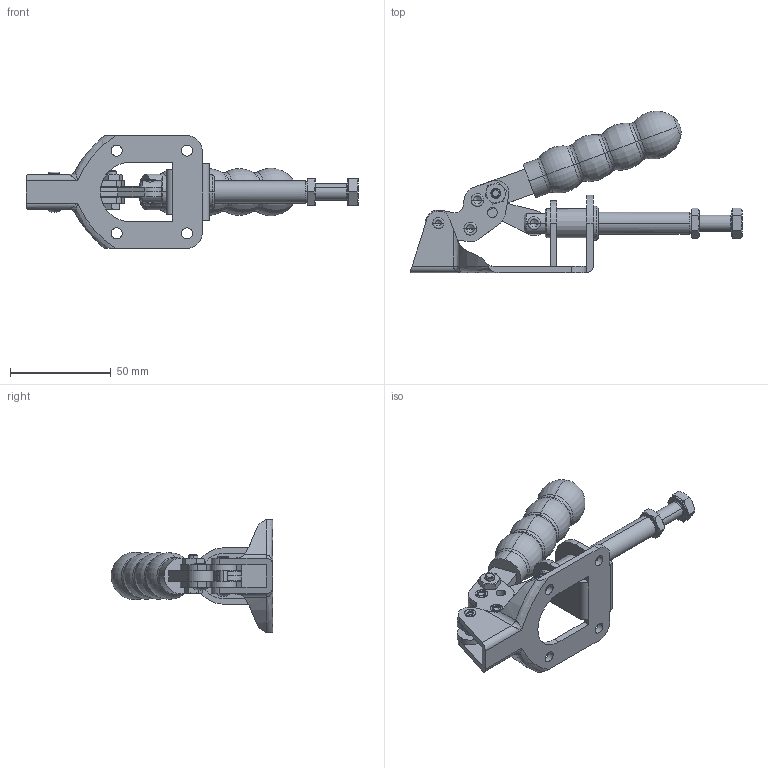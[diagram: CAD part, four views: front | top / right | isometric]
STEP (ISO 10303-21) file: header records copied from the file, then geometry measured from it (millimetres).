
FILE_DESCRIPTION (( 'STEP AP203' ), '1' );
FILE_NAME ('P605.STEP', '2012-06-14T14:48:43', ( ' ' ), ( '' ), 'SwSTEP 2.0', 'SolidWorks 2012', '' );
FILE_SCHEMA (( 'CONFIG_CONTROL_DESIGN' ));
Length unit declared in the file: millimetre
Products named in the file (16): P605; hex thin nut chamfered gradeab_bsi_Hexagon Thin Nut ISO - 4035 - M8 - N; hex screw gradeab_bsi_ISO 4017 - M8 x 50-N; 007-30-3 STRETCH; 007-30-3; ~~~~~~~~~~~PART1; NUT316-24NC_MSHXNUT 0.190-24-S-N; 3-16 -24NC×5-8; Revit-3.0-4_D4.8-L11.0; Revit-3.0-4_D4-18; 1320F01; 1302F13; 4302F34; 4302F33; 1302F05; 1302F03
Assembly tree (19 placements, depth 4):
  P605
    1302F03  x2
    1302F05  x2
    4302F33
    4302F34
    1302F13
    1320F01
    Revit-3.0-4_D4-18
    Revit-3.0-4_D4.8-L11.0  x3
    3-16 -24NC×5-8
    NUT316-24NC_MSHXNUT 0.190-24-S-N
    007-30-3 STRETCH
      007-30-3
        ~~~~~~~~~~~PART1
    hex screw gradeab_bsi_ISO 4017 - M8 x 50-N
    hex thin nut chamfered gradeab_bsi_Hexagon Thin Nut ISO - 4035 - M8 - N
Bounding box: 164.94 x 80.24 x 56 mm (x, y, z)
Volume: 64901.9 mm3; surface area: 40411.7 mm2
Topology: 17 solids, 17 shells, 383 faces, 919 edges, 563 vertices
Faces by surface type: cylinder 140, plane 122, cone 65, bspline 30, torus 24, sphere 2
Entity records: 12588 total; most frequent: CARTESIAN_POINT 3450, DIRECTION 1586, ORIENTED_EDGE 1494, EDGE_CURVE 747, AXIS2_PLACEMENT_3D 636, VERTEX_POINT 463, EDGE_LOOP 370, ADVANCED_FACE 317
